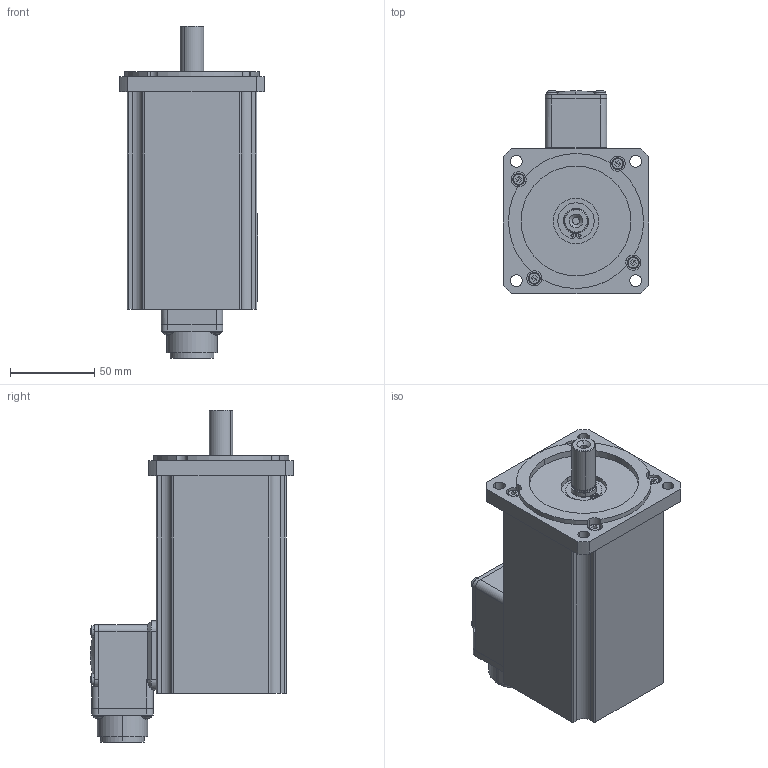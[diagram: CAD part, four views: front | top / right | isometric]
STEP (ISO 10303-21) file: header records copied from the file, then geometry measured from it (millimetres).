
FILE_DESCRIPTION (( 'STEP AP203' ), '1' );
FILE_NAME ('Motor_EGK65-60NR-+-Katalog11.10_.STEP', '2010-11-03T10:00:28', ( 'Groschopp' ), ( 'Groschopp AG' ), 'SwSTEP 2.0', 'SolidWorks 2007', '' );
FILE_SCHEMA (( 'CONFIG_CONTROL_DESIGN' ));
Length unit declared in the file: millimetre
Products named in the file (1): Motor_EGK65-60NR-+-Katalog11.10_
Bounding box: 86 x 120.55 x 196.75 mm (x, y, z)
Surface area: 79139.3 mm2 (no closed solid volume)
Topology: 0 solids, 25 shells, 353 faces, 1056 edges, 711 vertices
Faces by surface type: plane 185, cylinder 106, cone 40, torus 10, sphere 10, bspline 2
Entity records: 12248 total; most frequent: CARTESIAN_POINT 2593, DIRECTION 2085, ORIENTED_EDGE 1812, EDGE_CURVE 1056, AXIS2_PLACEMENT_3D 765, VERTEX_POINT 711, VECTOR 555, LINE 555
